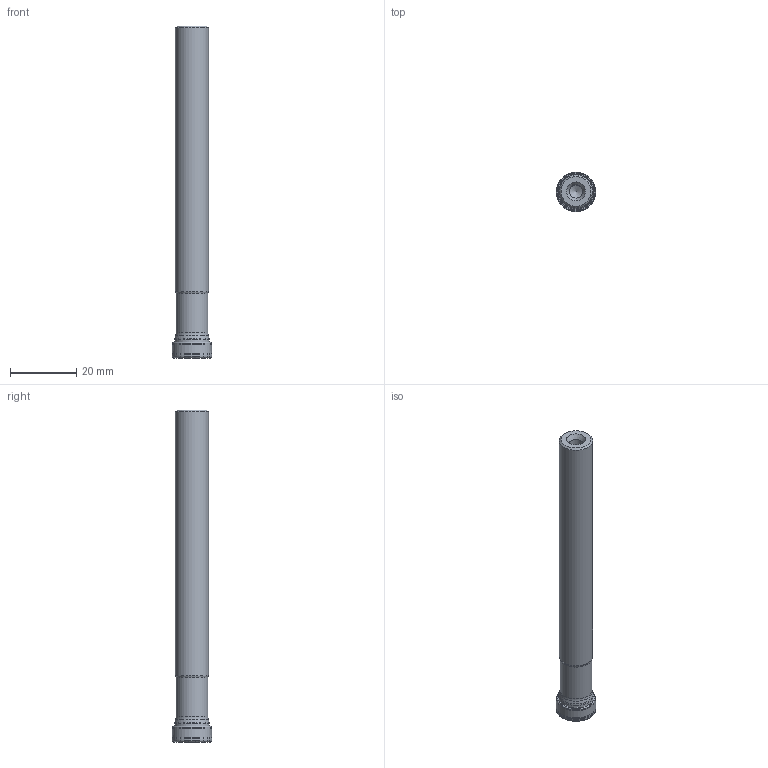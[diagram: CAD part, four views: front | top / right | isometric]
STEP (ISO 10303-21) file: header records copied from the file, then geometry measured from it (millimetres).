
FILE_DESCRIPTION(/* description */ (''),/* implementation_level */ '2;1');
FILE_NAME(/* name */ '12A2R020A10_SCN05C_C_115009037ndi000_00_SIM.stp',/* time_stamp */ '2020-01-17T13:25:22+01:00',/* author */ (''),/* organization */ (''),/* preprocessor_version */ 'ST-DEVELOPER v16.7',/* originating_system */ 'SIEMENS PLM Software NX 12.0',/* authorisation */ '');
FILE_SCHEMA (('AUTOMOTIVE_DESIGN { 1 0 10303 214 3 1 1 1 }'));
Length unit declared in the file: millimetre
Products named in the file (1): wq700D6040AD92ty
Bounding box: 11.97 x 11.97 x 100 mm (x, y, z)
Volume: 7216.5 mm3; surface area: 4724.8 mm2
Topology: 2 solids, 2 shells, 56 faces, 112 edges, 59 vertices
Faces by surface type: revolution 38, cone 6, torus 4, cylinder 3, plane 3, bspline 2
Full cylindrical faces by diameter (mm): 4 x1, 9.6 x1, 10 x1
Entity records: 1486 total; most frequent: CARTESIAN_POINT 501, DIRECTION 182, FACE_BOUND 110, EDGE_LOOP 110, ORIENTED_EDGE 110, AXIS2_PLACEMENT_3D 72, ADVANCED_FACE 56, VERTEX_POINT 56
